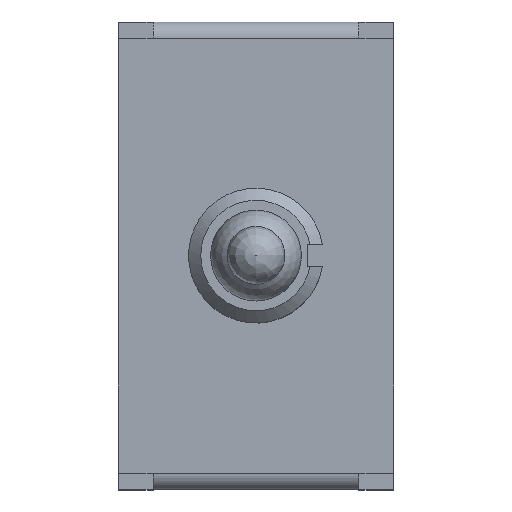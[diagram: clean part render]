
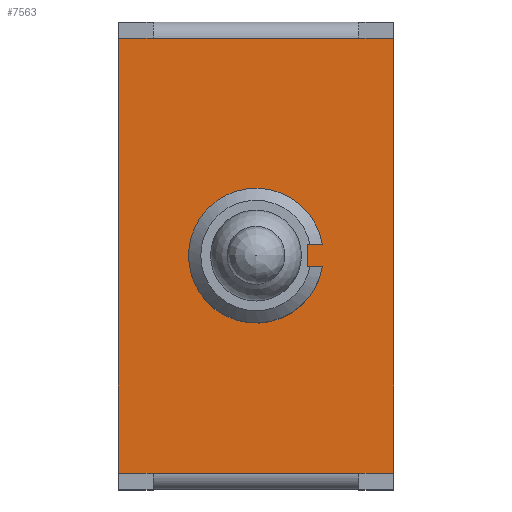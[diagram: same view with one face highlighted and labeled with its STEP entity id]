
A CAD part, top view. The second image highlights one B-rep face of the part: STEP entity #7563.
In plain terms, the highlighted planar face has unit normal (0, 0, 1).
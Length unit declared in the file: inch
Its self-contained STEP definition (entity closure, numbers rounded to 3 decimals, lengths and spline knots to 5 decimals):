
#129=FACE_BOUND('',#901,.T.);
#148=PLANE('',#8051);
#439=FACE_OUTER_BOUND('',#900,.T.);
#900=EDGE_LOOP('',(#5186,#5187,#5188,#5189,#5190,#5191,#5192,#5193));
#901=EDGE_LOOP('',(#5194,#5195,#5196,#5197));
#1372=LINE('',#11142,#2233);
#1376=LINE('',#11152,#2237);
#1378=LINE('',#11155,#2239);
#1379=LINE('',#11161,#2240);
#1380=LINE('',#11163,#2241);
#1381=LINE('',#11165,#2242);
#1382=LINE('',#11167,#2243);
#1383=LINE('',#11169,#2244);
#1384=LINE('',#11171,#2245);
#1385=LINE('',#11173,#2246);
#1386=LINE('',#11174,#2247);
#2233=VECTOR('',#8798,0.3937);
#2237=VECTOR('',#8808,0.3937);
#2239=VECTOR('',#8812,0.3937);
#2240=VECTOR('',#8819,0.3937);
#2241=VECTOR('',#8820,0.3937);
#2242=VECTOR('',#8821,0.3937);
#2243=VECTOR('',#8822,0.3937);
#2244=VECTOR('',#8823,0.3937);
#2245=VECTOR('',#8824,0.3937);
#2246=VECTOR('',#8825,0.3937);
#2247=VECTOR('',#8826,0.3937);
#3095=CIRCLE('',#8050,0.12244);
#3316=VERTEX_POINT('',#11139);
#3317=VERTEX_POINT('',#11141);
#3319=VERTEX_POINT('',#11149);
#3320=VERTEX_POINT('',#11151);
#3321=VERTEX_POINT('',#11159);
#3322=VERTEX_POINT('',#11160);
#3323=VERTEX_POINT('',#11162);
#3324=VERTEX_POINT('',#11164);
#3325=VERTEX_POINT('',#11166);
#3326=VERTEX_POINT('',#11168);
#3327=VERTEX_POINT('',#11170);
#3328=VERTEX_POINT('',#11172);
#4020=EDGE_CURVE('',#3317,#3316,#1372,.T.);
#4025=EDGE_CURVE('',#3320,#3319,#1376,.T.);
#4027=EDGE_CURVE('',#3319,#3317,#1378,.T.);
#4028=EDGE_CURVE('',#3316,#3320,#3095,.T.);
#4029=EDGE_CURVE('',#3321,#3322,#1379,.T.);
#4030=EDGE_CURVE('',#3321,#3323,#1380,.T.);
#4031=EDGE_CURVE('',#3323,#3324,#1381,.T.);
#4032=EDGE_CURVE('',#3325,#3324,#1382,.T.);
#4033=EDGE_CURVE('',#3325,#3326,#1383,.T.);
#4034=EDGE_CURVE('',#3326,#3327,#1384,.T.);
#4035=EDGE_CURVE('',#3327,#3328,#1385,.T.);
#4036=EDGE_CURVE('',#3322,#3328,#1386,.T.);
#5186=ORIENTED_EDGE('',*,*,#4029,.F.);
#5187=ORIENTED_EDGE('',*,*,#4030,.T.);
#5188=ORIENTED_EDGE('',*,*,#4031,.T.);
#5189=ORIENTED_EDGE('',*,*,#4032,.F.);
#5190=ORIENTED_EDGE('',*,*,#4033,.T.);
#5191=ORIENTED_EDGE('',*,*,#4034,.T.);
#5192=ORIENTED_EDGE('',*,*,#4035,.T.);
#5193=ORIENTED_EDGE('',*,*,#4036,.F.);
#5194=ORIENTED_EDGE('',*,*,#4025,.T.);
#5195=ORIENTED_EDGE('',*,*,#4027,.T.);
#5196=ORIENTED_EDGE('',*,*,#4020,.T.);
#5197=ORIENTED_EDGE('',*,*,#4028,.T.);
#7563=ADVANCED_FACE('',(#439,#129),#148,.T.);
#8050=AXIS2_PLACEMENT_3D('',#11157,#8815,#8816);
#8051=AXIS2_PLACEMENT_3D('',#11158,#8817,#8818);
#8798=DIRECTION('',(1.,0.,0.));
#8808=DIRECTION('',(-1.,0.,0.));
#8812=DIRECTION('',(0.,-1.,0.));
#8815=DIRECTION('center_axis',(0.,0.,-1.));
#8816=DIRECTION('ref_axis',(0.986,0.164,0.));
#8817=DIRECTION('center_axis',(0.,0.,1.));
#8818=DIRECTION('ref_axis',(1.,0.,0.));
#8819=DIRECTION('',(-1.,0.,0.));
#8820=DIRECTION('',(1.,0.,0.));
#8821=DIRECTION('',(0.,1.,0.));
#8822=DIRECTION('',(1.,0.,0.));
#8823=DIRECTION('',(-1.,0.,0.));
#8824=DIRECTION('',(-1.,0.,0.));
#8825=DIRECTION('',(0.,-1.,0.));
#8826=DIRECTION('',(-1.,0.,0.));
#11139=CARTESIAN_POINT('',(0.12078,-0.02008,0.41496));
#11141=CARTESIAN_POINT('',(0.09283,-0.02008,0.41496));
#11142=CARTESIAN_POINT('',(0.04642,-0.02008,0.41496));
#11149=CARTESIAN_POINT('',(0.09283,0.02008,0.41496));
#11151=CARTESIAN_POINT('',(0.12078,0.02008,0.41496));
#11152=CARTESIAN_POINT('',(0.06039,0.02008,0.41496));
#11155=CARTESIAN_POINT('',(0.09283,0.20758,0.41496));
#11157=CARTESIAN_POINT('Origin',(0.,0.,
0.41496));
#11158=CARTESIAN_POINT('Origin',(0.,0.39508,
0.41496));
#11159=CARTESIAN_POINT('',(0.18701,-0.39508,0.41496));
#11160=CARTESIAN_POINT('',(-0.18701,-0.39508,0.41496));
#11161=CARTESIAN_POINT('',(0.,-0.39508,0.41496));
#11162=CARTESIAN_POINT('',(0.25,-0.39508,0.41496));
#11163=CARTESIAN_POINT('',(0.18701,-0.39508,0.41496));
#11164=CARTESIAN_POINT('',(0.25,0.39508,0.41496));
#11165=CARTESIAN_POINT('',(0.25,0.39508,0.41496));
#11166=CARTESIAN_POINT('',(0.18701,0.39508,0.41496));
#11167=CARTESIAN_POINT('',(0.18701,0.39508,0.41496));
#11168=CARTESIAN_POINT('',(-0.18701,0.39508,0.41496));
#11169=CARTESIAN_POINT('',(0.,0.39508,0.41496));
#11170=CARTESIAN_POINT('',(-0.25,0.39508,0.41496));
#11171=CARTESIAN_POINT('',(-0.18701,0.39508,0.41496));
#11172=CARTESIAN_POINT('',(-0.25,-0.39508,0.41496));
#11173=CARTESIAN_POINT('',(-0.25,-0.39508,0.41496));
#11174=CARTESIAN_POINT('',(-0.18701,-0.39508,0.41496));
